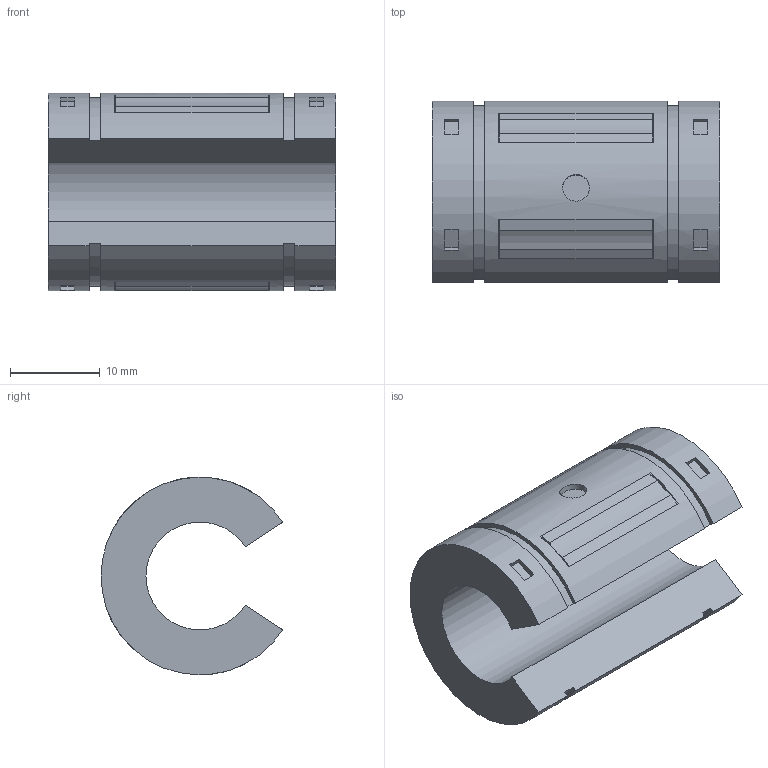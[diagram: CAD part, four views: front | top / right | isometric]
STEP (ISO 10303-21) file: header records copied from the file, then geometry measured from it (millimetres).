
FILE_DESCRIPTION( ( 'STEP AP214' ), '1' );
FILE_NAME( 'TK12UU-OP_2_14.stp', ' ', ( ' ' ), ( ' ' ), 'PSStep 15.0.47', 'PARTsolutions', ' ' );
FILE_SCHEMA( ( 'AUTOMOTIVE_DESIGN { 1 0 10303 214 1 1 1 1 }' ) );
Length unit declared in the file: millimetre
Products named in the file (2): TK12UU-OP; _TK12-OP
Assembly tree (1 placements, depth 2):
  TK12UU-OP
    _TK12-OP
Bounding box: 32 x 20.24 x 22 mm (x, y, z)
Volume: 6868.1 mm3; surface area: 3718.9 mm2
Topology: 1 solids, 1 shells, 96 faces, 227 edges, 146 vertices
Faces by surface type: plane 77, cylinder 19
Full cylindrical faces by diameter (mm): 3 x1
Entity records: 3600 total; most frequent: CARTESIAN_POINT 519, DIRECTION 490, ORIENTED_EDGE 452, EDGE_CURVE 226, AXIS2_PLACEMENT_3D 167, LINE 156, VECTOR 156, VERTEX_POINT 146
